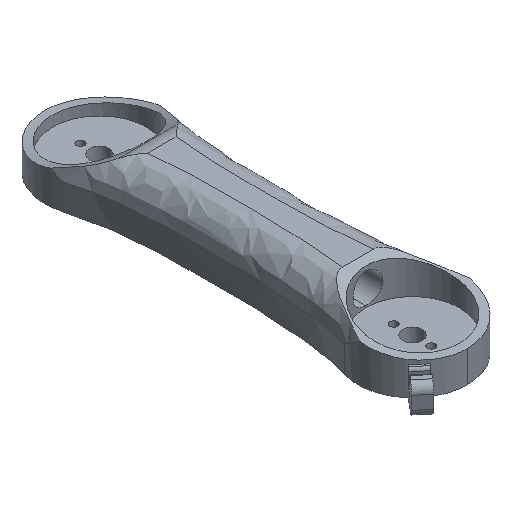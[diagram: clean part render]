
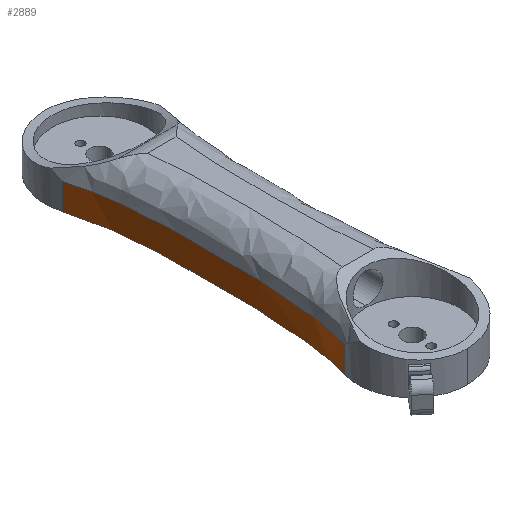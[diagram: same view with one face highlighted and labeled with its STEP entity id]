
A CAD part, isometric view. The second image highlights one B-rep face of the part: STEP entity #2889.
In plain terms, the highlighted free-form (B-spline) face has degree [3, 1] with [5, 2] control points.
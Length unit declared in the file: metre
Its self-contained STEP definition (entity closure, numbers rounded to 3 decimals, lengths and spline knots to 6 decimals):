
#78 = CARTESIAN_POINT ( 'NONE',  ( -0.020125, 0.006, 0.01 ) ) ;
#104 = VECTOR ( 'NONE', #313, 1. ) ;
#113 = CARTESIAN_POINT ( 'NONE',  ( -0.020125, 0.006, 0. ) ) ;
#313 = DIRECTION ( 'NONE',  ( 0., 0., -1. ) ) ;
#358 = CARTESIAN_POINT ( 'NONE',  ( -0.020125, 0.114, 0.021 ) ) ;
#375 = CARTESIAN_POINT ( 'NONE',  ( -0.020125, 0.006, 0.01 ) ) ;
#422 = EDGE_CURVE ( 'NONE', #2518, #2263, #1030, .T. ) ;
#523 = EDGE_CURVE ( 'NONE', #2803, #3064, #2774, .T. ) ;
#578 = LINE ( 'NONE', #1388, #104 ) ;
#662 = EDGE_LOOP ( 'NONE', ( #3413, #3287, #920, #2780 ) ) ;
#663 = DIRECTION ( 'NONE',  ( 0., 0., -1. ) ) ;
#673 = VECTOR ( 'NONE', #663, 1. ) ;
#713 = CARTESIAN_POINT ( 'NONE',  ( -0.020125, 0.114, 0.01 ) ) ;
#763 = CARTESIAN_POINT ( 'NONE',  ( -0.020125, 0.006, 0. ) ) ;
#920 = ORIENTED_EDGE ( 'NONE', *, *, #1298, .T. ) ;
#1030 = B_SPLINE_CURVE_WITH_KNOTS ( 'NONE', 3,
 ( #2310, #2295, #2027, #2559, #3400 ),
 .UNSPECIFIED., .F., .F.,
 ( 4, 1, 4 ),
 ( 0., 0.5, 1. ),
 .UNSPECIFIED. ) ;
#1243 = CARTESIAN_POINT ( 'NONE',  ( -0.020125, 0.114, 0. ) ) ;
#1271 = CARTESIAN_POINT ( 'NONE',  ( -0.015307, 0.09784, 0.01 ) ) ;
#1298 = EDGE_CURVE ( 'NONE', #2263, #2803, #3115, .T. ) ;
#1388 = CARTESIAN_POINT ( 'NONE',  ( -0.020125, 0.006, 0.021 ) ) ;
#1465 = CARTESIAN_POINT ( 'NONE',  ( -0.020125, 0.006, -0.002 ) ) ;
#1799 = EDGE_CURVE ( 'NONE', #2518, #3064, #578, .T. ) ;
#1803 = CARTESIAN_POINT ( 'NONE',  ( -0.020125, 0.114, -0.002 ) ) ;
#2027 = CARTESIAN_POINT ( 'NONE',  ( -0.014459, 0.060786, 0.01 ) ) ;
#2089 = CARTESIAN_POINT ( 'NONE',  ( -0.014459, 0.060786, -0.002 ) ) ;
#2117 = B_SPLINE_SURFACE_WITH_KNOTS ( 'NONE', 3, 1, ( 
 ( #713, #1803 ),
 ( #1271, #2892 ),
 ( #2355, #2089 ),
 ( #2820, #3178 ),
 ( #375, #1465 ) ),
 .UNSPECIFIED., .F., .F., .F.,
 ( 4, 1, 4 ),
 ( 2, 2 ),
 ( 0., 0.5, 1. ),
 ( 0., 1.2 ),
 .UNSPECIFIED. ) ;
#2263 = VERTEX_POINT ( 'NONE', #2457 ) ;
#2295 = CARTESIAN_POINT ( 'NONE',  ( -0.015775, 0.020589, 0.01 ) ) ;
#2310 = CARTESIAN_POINT ( 'NONE',  ( -0.020125, 0.006, 0.01 ) ) ;
#2329 = CARTESIAN_POINT ( 'NONE',  ( -0.014459, 0.060786, 0. ) ) ;
#2355 = CARTESIAN_POINT ( 'NONE',  ( -0.014459, 0.060786, 0.01 ) ) ;
#2457 = CARTESIAN_POINT ( 'NONE',  ( -0.020125, 0.114, 0.01 ) ) ;
#2518 = VERTEX_POINT ( 'NONE', #78 ) ;
#2559 = CARTESIAN_POINT ( 'NONE',  ( -0.015307, 0.09784, 0.01 ) ) ;
#2577 = CARTESIAN_POINT ( 'NONE',  ( -0.015775, 0.020589, 0. ) ) ;
#2774 = B_SPLINE_CURVE_WITH_KNOTS ( 'NONE', 3,
 ( #1243, #3100, #2329, #2577, #113 ),
 .UNSPECIFIED., .F., .F.,
 ( 4, 1, 4 ),
 ( 0., 0.5, 1. ),
 .UNSPECIFIED. ) ;
#2780 = ORIENTED_EDGE ( 'NONE', *, *, #523, .T. ) ;
#2802 = CARTESIAN_POINT ( 'NONE',  ( -0.020125, 0.114, 0. ) ) ;
#2803 = VERTEX_POINT ( 'NONE', #2802 ) ;
#2820 = CARTESIAN_POINT ( 'NONE',  ( -0.015775, 0.020589, 0.01 ) ) ;
#2889 = ADVANCED_FACE ( 'NONE', ( #3163 ), #2117, .F. ) ;
#2892 = CARTESIAN_POINT ( 'NONE',  ( -0.015307, 0.09784, -0.002 ) ) ;
#3064 = VERTEX_POINT ( 'NONE', #763 ) ;
#3100 = CARTESIAN_POINT ( 'NONE',  ( -0.015307, 0.09784, 0. ) ) ;
#3115 = LINE ( 'NONE', #358, #673 ) ;
#3163 = FACE_OUTER_BOUND ( 'NONE', #662, .T. ) ;
#3178 = CARTESIAN_POINT ( 'NONE',  ( -0.015775, 0.020589, -0.002 ) ) ;
#3287 = ORIENTED_EDGE ( 'NONE', *, *, #422, .T. ) ;
#3400 = CARTESIAN_POINT ( 'NONE',  ( -0.020125, 0.114, 0.01 ) ) ;
#3413 = ORIENTED_EDGE ( 'NONE', *, *, #1799, .F. ) ;
